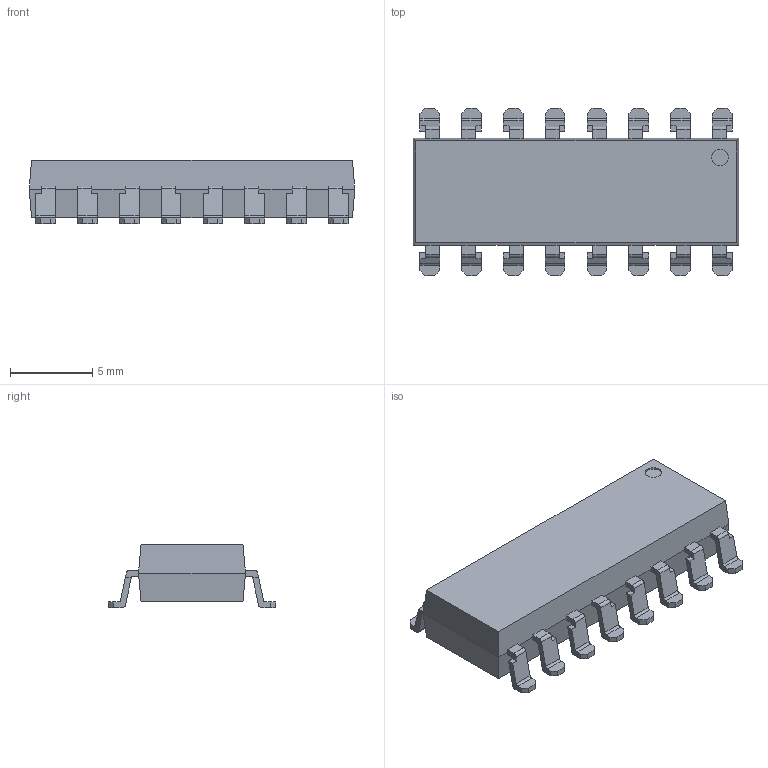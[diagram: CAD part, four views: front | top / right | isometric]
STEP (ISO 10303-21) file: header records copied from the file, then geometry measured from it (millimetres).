
FILE_DESCRIPTION(/* description */ ('STEP AP242','CAx-IF Rec.Pracs.---Representation and Presentation of Product Manufacturing Information (PMI)---4.0---2014-10-13','CAx-IF Rec.Pracs.---3D Tessellated Geometry---0.4---2014-09-14','2;1'),/* implementation_level */ '2;1');
FILE_NAME(/* name */ '66dd907e3ffdfa79fcdb62e3',/* time_stamp */ '2024-09-08T11:54:38Z',/* author */ (''),/* organization */ (''),/* preprocessor_version */ 'ST-DEVELOPER v20',/* originating_system */ ' ',/* authorisation */ ' ');
FILE_SCHEMA (('AP242_MANAGED_MODEL_BASED_3D_ENGINEERING_MIM_LF { 1 0 10303 442 1 1 4 }'));
Length unit declared in the file: metre
Products named in the file (1): SMD-16_B7.62x19.8
Bounding box: 19.8 x 10.16 x 3.85 mm (x, y, z)
Volume: 457.2 mm3; surface area: 579.9 mm2
Topology: 1 solids, 1 shells, 284 faces, 839 edges, 558 vertices
Faces by surface type: plane 219, cylinder 65
Full cylindrical faces by diameter (mm): 1 x1
Entity records: 9520 total; most frequent: CARTESIAN_POINT 1681, ORIENTED_EDGE 1676, DIRECTION 1554, EDGE_CURVE 838, LINE 692, VECTOR 692, VERTEX_POINT 558, AXIS2_PLACEMENT_3D 431
